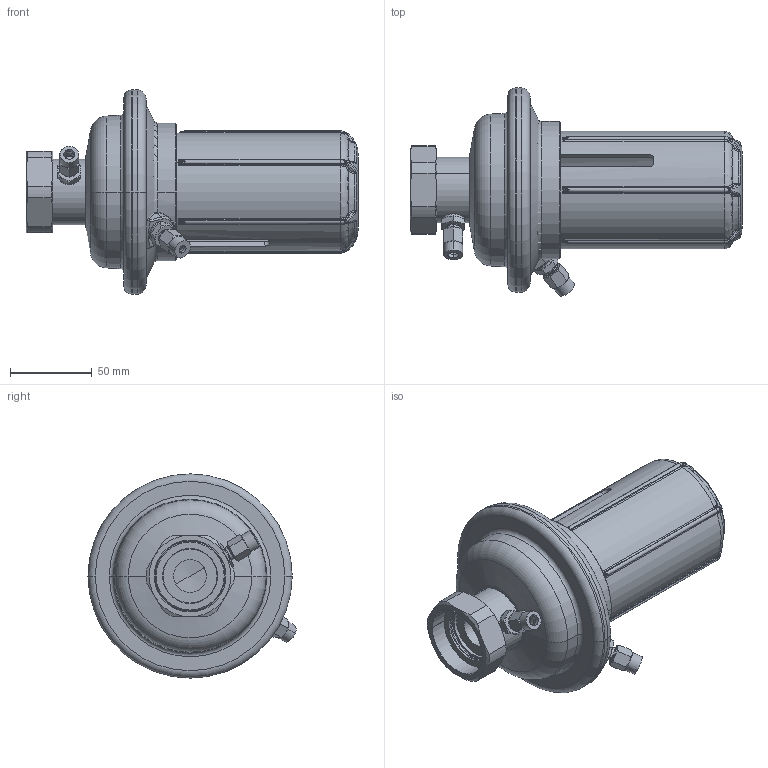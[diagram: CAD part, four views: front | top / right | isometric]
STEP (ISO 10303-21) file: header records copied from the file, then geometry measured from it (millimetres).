
FILE_DESCRIPTION((''),'2;1');
FILE_NAME('003H6834_ASM','2015-04-09T',('u317927'),('Danfoss'),'PRO/ENGINEER BY PARAMETRIC TECHNOLOGY CORPORATION, 2014000','PRO/ENGINEER BY PARAMETRIC TECHNOLOGY CORPORATION, 2014000','');
FILE_SCHEMA(('CONFIG_CONTROL_DESIGN'));
Length unit declared in the file: millimetre
Products named in the file (14): 8883810; 8883816_ASM; 88810790_ZAVIHAN; 8883808_INST; 8890090; 8883750_ASM; 8883510; 8883525; 8881071; 5191729; 5454032; 5211513; 5191725; 003H6834_ASM
Assembly tree (14 placements, depth 3):
  003H6834_ASM
    8883750_ASM
      8883810
      8883816_ASM
      88810790_ZAVIHAN
      8883808_INST
      8890090
    8883510
    8883525
    8881071  x2
    5191729
    5454032
    5211513
    5191725
Bounding box: 203.3 x 127.44 x 125.09 mm (x, y, z)
Volume: 279930.1 mm3; surface area: 162944 mm2
Topology: 12 solids, 22 shells, 1033 faces, 2455 edges, 1479 vertices
Faces by surface type: plane 338, cone 206, cylinder 202, bspline 158, torus 118, sphere 11
Entity records: 34898 total; most frequent: CARTESIAN_POINT 13375, ORIENTED_EDGE 4606, DIRECTION 4253, EDGE_CURVE 2318, AXIS2_PLACEMENT_3D 1773, VERTEX_POINT 1401, EDGE_LOOP 1030, FACE_OUTER_BOUND 973
